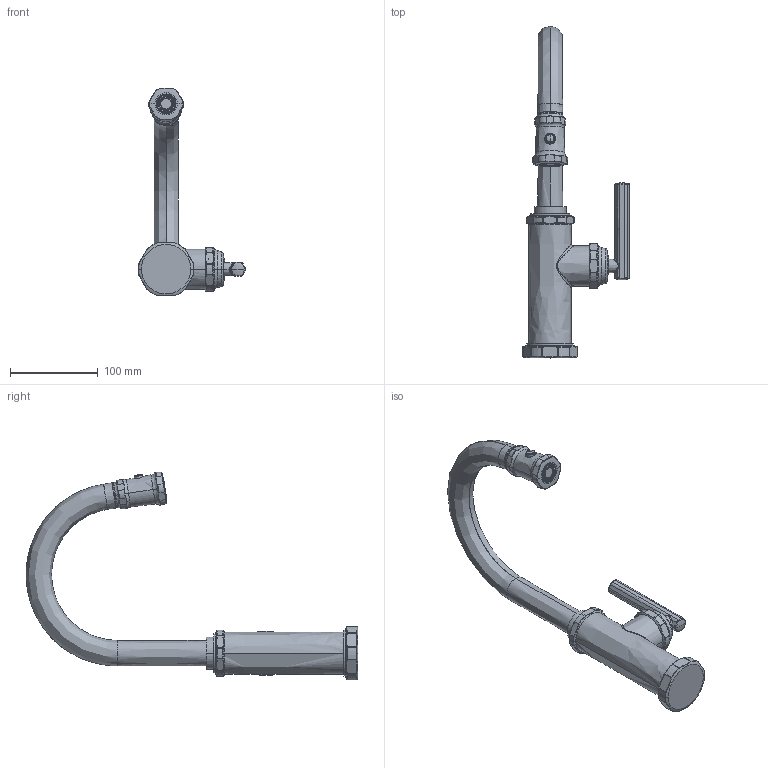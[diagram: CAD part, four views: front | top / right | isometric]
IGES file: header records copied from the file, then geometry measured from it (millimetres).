
Start section:  PTC IGES file: 3190-5223_.igs
Global section: file name: 3190-5223_.igs; native system: Creo Parametric by PTC Inc.; preprocessor: 2018400; author: rsmith; organization: Unknown; date: 20210812.114718; units: inch
Bounding box: 121.9 x 377.08 x 236.12 mm (x, y, z)
Surface area: 93237.3 mm2 (no closed solid volume)
Topology: 0 solids, 0 shells, 729 faces, 3488 edges, 3482 vertices
Faces by surface type: bspline 414, revolution 315
